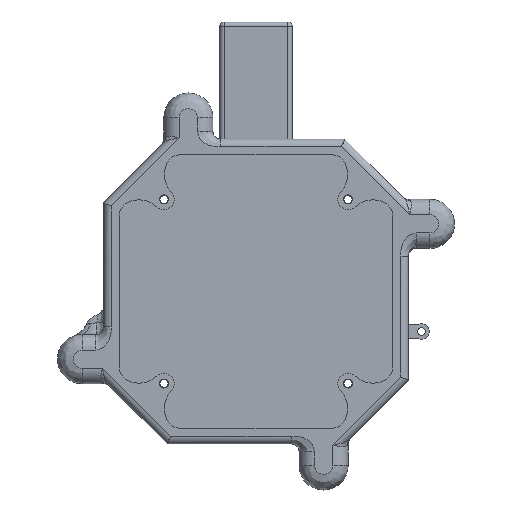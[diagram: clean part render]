
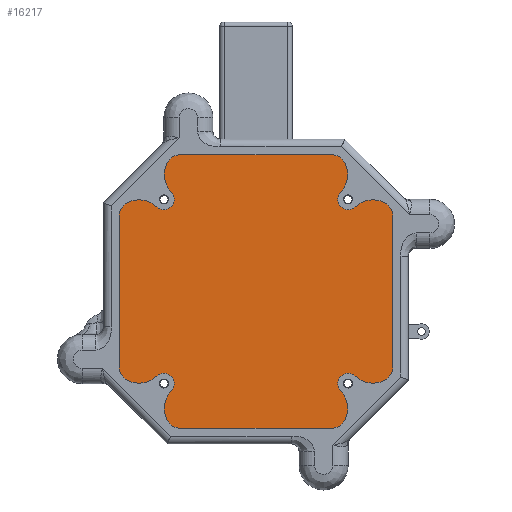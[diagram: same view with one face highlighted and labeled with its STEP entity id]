
A CAD part, front view. The second image highlights one B-rep face of the part: STEP entity #16217.
In plain terms, the highlighted planar face has unit normal (0, -1, 0).
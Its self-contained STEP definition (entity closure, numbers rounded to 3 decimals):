
#15898=CARTESIAN_POINT('',(-35.616,0.,-35.616));
#15899=DIRECTION('',(0.,-1.,0.));
#15900=DIRECTION('',(1.,0.,0.));
#15901=AXIS2_PLACEMENT_3D('',#15898,#15899,#15900);
#15903=CARTESIAN_POINT('',(-35.616,0.,-35.616));
#15904=DIRECTION('',(0.,-1.,0.));
#15905=DIRECTION('',(-1.,0.,0.));
#15906=AXIS2_PLACEMENT_3D('',#15903,#15904,#15905);
#15908=CARTESIAN_POINT('',(35.616,0.,-35.616));
#15909=DIRECTION('',(0.,-1.,0.));
#15910=DIRECTION('',(1.,0.,0.));
#15911=AXIS2_PLACEMENT_3D('',#15908,#15909,#15910);
#15913=CARTESIAN_POINT('',(35.616,0.,-35.616));
#15914=DIRECTION('',(0.,-1.,0.));
#15915=DIRECTION('',(-1.,0.,0.));
#15916=AXIS2_PLACEMENT_3D('',#15913,#15914,#15915);
#15918=CARTESIAN_POINT('',(-35.616,0.,35.616));
#15919=DIRECTION('',(0.,-1.,0.));
#15920=DIRECTION('',(1.,0.,0.));
#15921=AXIS2_PLACEMENT_3D('',#15918,#15919,#15920);
#15923=CARTESIAN_POINT('',(-35.616,0.,35.616));
#15924=DIRECTION('',(0.,-1.,0.));
#15925=DIRECTION('',(-1.,0.,0.));
#15926=AXIS2_PLACEMENT_3D('',#15923,#15924,#15925);
#15928=CARTESIAN_POINT('',(35.616,0.,35.616));
#15929=DIRECTION('',(0.,-1.,0.));
#15930=DIRECTION('',(1.,0.,0.));
#15931=AXIS2_PLACEMENT_3D('',#15928,#15929,#15930);
#15933=CARTESIAN_POINT('',(35.616,0.,35.616));
#15934=DIRECTION('',(0.,-1.,0.));
#15935=DIRECTION('',(-1.,0.,0.));
#15936=AXIS2_PLACEMENT_3D('',#15933,#15934,#15935);
#15938=DIRECTION('',(0.707,0.,-0.707));
#15939=VECTOR('',#15938,28.856);
#15940=CARTESIAN_POINT('',(33.02,0.,53.424));
#15941=LINE('',#15940,#15939);
#15942=DIRECTION('',(0.,0.,-1.));
#15943=VECTOR('',#15942,66.04);
#15944=CARTESIAN_POINT('',(53.424,0.,33.02));
#15945=LINE('',#15944,#15943);
#15946=DIRECTION('',(-0.707,0.,-0.707));
#15947=VECTOR('',#15946,28.856);
#15948=CARTESIAN_POINT('',(53.424,0.,-33.02));
#15949=LINE('',#15948,#15947);
#15950=DIRECTION('',(-1.,0.,0.));
#15951=VECTOR('',#15950,66.04);
#15952=CARTESIAN_POINT('',(33.02,0.,-53.424));
#15953=LINE('',#15952,#15951);
#15954=DIRECTION('',(-0.707,0.,0.707));
#15955=VECTOR('',#15954,28.856);
#15956=CARTESIAN_POINT('',(-33.02,0.,-53.424));
#15957=LINE('',#15956,#15955);
#15958=DIRECTION('',(0.,0.,1.));
#15959=VECTOR('',#15958,66.04);
#15960=CARTESIAN_POINT('',(-53.424,0.,-33.02));
#15961=LINE('',#15960,#15959);
#15962=DIRECTION('',(0.707,0.,0.707));
#15963=VECTOR('',#15962,28.856);
#15964=CARTESIAN_POINT('',(-53.424,0.,33.02));
#15965=LINE('',#15964,#15963);
#15966=DIRECTION('',(1.,0.,0.));
#15967=VECTOR('',#15966,66.04);
#15968=CARTESIAN_POINT('',(-33.02,0.,53.424));
#15969=LINE('',#15968,#15967);
#16106=CARTESIAN_POINT('',(-34.029,0.,-35.616));
#16107=CARTESIAN_POINT('',(-37.204,0.,-35.616));
#16108=VERTEX_POINT('',#16106);
#16109=VERTEX_POINT('',#16107);
#16110=CARTESIAN_POINT('',(37.204,0.,-35.616));
#16111=CARTESIAN_POINT('',(34.029,0.,-35.616));
#16112=VERTEX_POINT('',#16110);
#16113=VERTEX_POINT('',#16111);
#16114=CARTESIAN_POINT('',(-34.029,0.,35.616));
#16115=CARTESIAN_POINT('',(-37.204,0.,35.616));
#16116=VERTEX_POINT('',#16114);
#16117=VERTEX_POINT('',#16115);
#16118=CARTESIAN_POINT('',(37.204,0.,35.616));
#16119=CARTESIAN_POINT('',(34.029,0.,35.616));
#16120=VERTEX_POINT('',#16118);
#16121=VERTEX_POINT('',#16119);
#16138=CARTESIAN_POINT('',(33.02,0.,53.424));
#16139=CARTESIAN_POINT('',(53.424,0.,33.02));
#16140=VERTEX_POINT('',#16138);
#16141=VERTEX_POINT('',#16139);
#16142=CARTESIAN_POINT('',(53.424,0.,-33.02));
#16143=CARTESIAN_POINT('',(33.02,0.,-53.424));
#16144=VERTEX_POINT('',#16142);
#16145=VERTEX_POINT('',#16143);
#16146=CARTESIAN_POINT('',(-33.02,0.,-53.424));
#16147=CARTESIAN_POINT('',(-53.424,0.,-33.02));
#16148=VERTEX_POINT('',#16146);
#16149=VERTEX_POINT('',#16147);
#16150=CARTESIAN_POINT('',(-53.424,0.,33.02));
#16151=CARTESIAN_POINT('',(-33.02,0.,53.424));
#16152=VERTEX_POINT('',#16150);
#16153=VERTEX_POINT('',#16151);
#16170=CARTESIAN_POINT('',(0.,0.,0.));
#16171=DIRECTION('',(0.,1.,0.));
#16172=DIRECTION('',(1.,0.,0.));
#16173=AXIS2_PLACEMENT_3D('',#16170,#16171,#16172);
#16174=PLANE('',#16173);
#16176=ORIENTED_EDGE('',*,*,#16175,.T.);
#16178=ORIENTED_EDGE('',*,*,#16177,.T.);
#16180=ORIENTED_EDGE('',*,*,#16179,.T.);
#16182=ORIENTED_EDGE('',*,*,#16181,.T.);
#16184=ORIENTED_EDGE('',*,*,#16183,.T.);
#16186=ORIENTED_EDGE('',*,*,#16185,.T.);
#16188=ORIENTED_EDGE('',*,*,#16187,.T.);
#16190=ORIENTED_EDGE('',*,*,#16189,.T.);
#16191=EDGE_LOOP('',(#16176,#16178,#16180,#16182,#16184,#16186,#16188,#16190));
#16192=FACE_OUTER_BOUND('',#16191,.F.);
#16194=ORIENTED_EDGE('',*,*,#16193,.T.);
#16196=ORIENTED_EDGE('',*,*,#16195,.T.);
#16197=EDGE_LOOP('',(#16194,#16196));
#16198=FACE_BOUND('',#16197,.F.);
#16200=ORIENTED_EDGE('',*,*,#16199,.T.);
#16202=ORIENTED_EDGE('',*,*,#16201,.T.);
#16203=EDGE_LOOP('',(#16200,#16202));
#16204=FACE_BOUND('',#16203,.F.);
#16206=ORIENTED_EDGE('',*,*,#16205,.T.);
#16208=ORIENTED_EDGE('',*,*,#16207,.T.);
#16209=EDGE_LOOP('',(#16206,#16208));
#16210=FACE_BOUND('',#16209,.F.);
#16212=ORIENTED_EDGE('',*,*,#16211,.T.);
#16214=ORIENTED_EDGE('',*,*,#16213,.T.);
#16215=EDGE_LOOP('',(#16212,#16214));
#16216=FACE_BOUND('',#16215,.F.);
#15902=CIRCLE('',#15901,1.588);
#15907=CIRCLE('',#15906,1.588);
#15912=CIRCLE('',#15911,1.588);
#15917=CIRCLE('',#15916,1.588);
#15922=CIRCLE('',#15921,1.588);
#15927=CIRCLE('',#15926,1.588);
#15932=CIRCLE('',#15931,1.588);
#15937=CIRCLE('',#15936,1.588);
#16175=EDGE_CURVE('',#16140,#16141,#15941,.T.);
#16177=EDGE_CURVE('',#16141,#16144,#15945,.T.);
#16179=EDGE_CURVE('',#16144,#16145,#15949,.T.);
#16181=EDGE_CURVE('',#16145,#16148,#15953,.T.);
#16183=EDGE_CURVE('',#16148,#16149,#15957,.T.);
#16185=EDGE_CURVE('',#16149,#16152,#15961,.T.);
#16187=EDGE_CURVE('',#16152,#16153,#15965,.T.);
#16189=EDGE_CURVE('',#16153,#16140,#15969,.T.);
#16193=EDGE_CURVE('',#16112,#16113,#15912,.T.);
#16195=EDGE_CURVE('',#16113,#16112,#15917,.T.);
#16199=EDGE_CURVE('',#16116,#16117,#15922,.T.);
#16201=EDGE_CURVE('',#16117,#16116,#15927,.T.);
#16205=EDGE_CURVE('',#16120,#16121,#15932,.T.);
#16207=EDGE_CURVE('',#16121,#16120,#15937,.T.);
#16211=EDGE_CURVE('',#16108,#16109,#15902,.T.);
#16213=EDGE_CURVE('',#16109,#16108,#15907,.T.);
#16217=ADVANCED_FACE('',(#16192,#16198,#16204,#16210,#16216),#16174,.F.);
